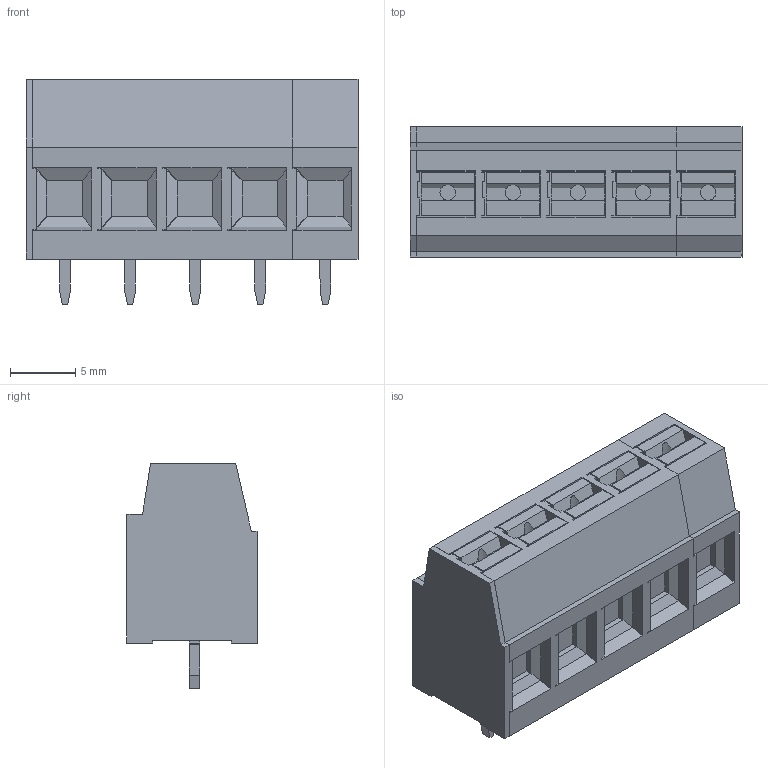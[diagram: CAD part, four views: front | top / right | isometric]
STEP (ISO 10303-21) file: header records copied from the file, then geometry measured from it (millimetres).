
FILE_DESCRIPTION(('CATIA V5 STEP Exchange','CAx-IF Rec.Pracs.--- Model Styling and Organization---1.4--- 2014-01-23'),'2;1');
FILE_NAME ('D1528382_0_2786560000_2786560000.stp','2022-04-25T08:21:07+00:00',('none'),('Weidmueller'),'CATIA Version 5-6 Release 2016 SP3 HF44','CATIA V5 STEP AP214','none');
FILE_SCHEMA(('AUTOMOTIVE_DESIGN { 1 0 10303 214 1 1 1 1 }'));
Length unit declared in the file: millimetre
Products named in the file (1): 2786560000
Bounding box: 25.5 x 10 x 17.3 mm (x, y, z)
Volume: 3021.5 mm3; surface area: 2573.2 mm2
Topology: 13 solids, 24 shells, 566 faces, 1546 edges, 1038 vertices
Faces by surface type: plane 520, cylinder 34, cone 12
Entity records: 17064 total; most frequent: CARTESIAN_POINT 3650, ORIENTED_EDGE 3092, DIRECTION 2177, EDGE_CURVE 1546, VECTOR 1381, LINE 1381, VERTEX_POINT 1038, EDGE_LOOP 586
